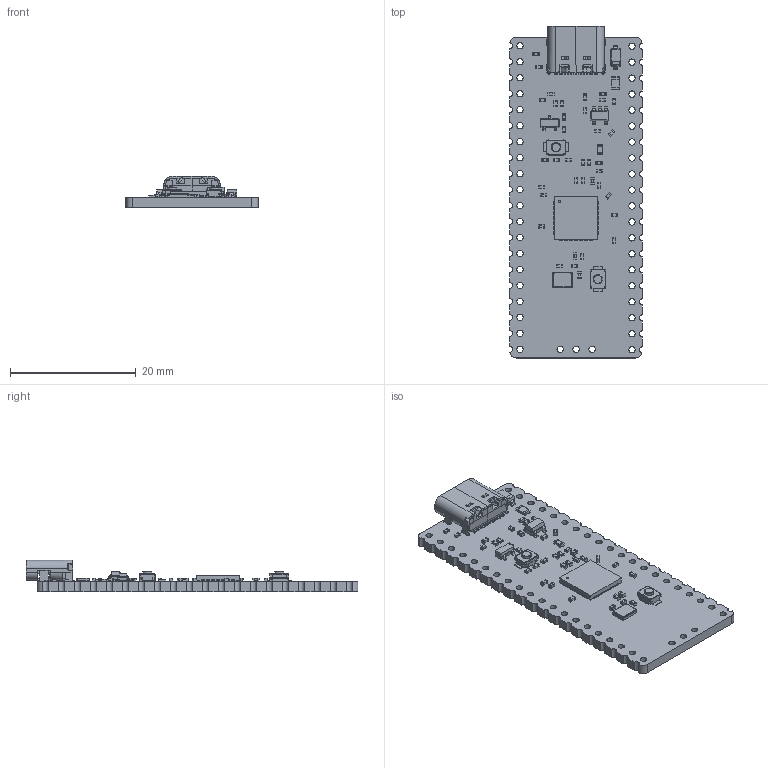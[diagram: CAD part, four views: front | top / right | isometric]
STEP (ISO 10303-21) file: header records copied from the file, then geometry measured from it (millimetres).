
FILE_DESCRIPTION(('KiCad electronic assembly'),'2;1');
FILE_NAME('RP2040-USBC (V2).step','2024-12-25T16:29:05',('Pcbnew'),( 'Kicad'),'Open CASCADE STEP processor 7.7','KiCad to STEP converter' ,'Unknown');
FILE_SCHEMA(('AUTOMOTIVE_DESIGN { 1 0 10303 214 1 1 1 1 }'));
Length unit declared in the file: millimetre
Products named in the file (26): RP2040-USBC (V2) 1; C_0402_1005Metric; R_0402_1005Metric; SW_SPST_B3U-1000P-B; R_0603_1608Metric; D_SOD-123; D_SOD_123; LED_0402_1005Metric; SOT-23-5; SOT_23_5; Crystal_SMD_3225-4Pin_3.2x2.5mm; QFN-56-1EP_7x7mm_P0.4mm_EP3.2x3.2mm; QFN_56_1EP_7x7mm_P04mm_EP32x32mm; Fuse_0805_2012Metric; SOT-23; SOT_23; USB_C_Receptacle_GCT_USB4105-xx-A_16P_TopMnt_Horizontal; USB_C_Receptacle_16P_TopMnt_Horizontal_GCT_USB4105-xx-A; _autosave-EnvOpenPico-RP2040_PCB
Assembly tree (61 placements, depth 3):
  RP2040-USBC (V2) 1
    C_0402_1005Metric  x20
      C_0402_1005Metric
    R_0402_1005Metric  x15
      R_0402_1005Metric
    SW_SPST_B3U-1000P-B  x2
      SW_SPST_B3U-1000P-B
    R_0603_1608Metric
      R_0603_1608Metric
    D_SOD-123  x2
      D_SOD_123
    LED_0402_1005Metric  x2
      LED_0402_1005Metric
    SOT-23-5
      SOT_23_5
    Crystal_SMD_3225-4Pin_3.2x2.5mm
      Crystal_SMD_3225-4Pin_3.2x2.5mm
    QFN-56-1EP_7x7mm_P0.4mm_EP3.2x3.2mm
      QFN_56_1EP_7x7mm_P04mm_EP32x32mm
    Fuse_0805_2012Metric
      Fuse_0805_2012Metric
    SOT-23
      SOT_23
    USB_C_Receptacle_GCT_USB4105-xx-A_16P_TopMnt_Horizontal
      USB_C_Receptacle_16P_TopMnt_Horizontal_GCT_USB4105-xx-A
    _autosave-EnvOpenPico-RP2040_PCB
Bounding box: 21 x 52.77 x 4.96 mm (x, y, z)
Volume: 1849 mm3; surface area: 3495.5 mm2
Topology: 84 solids, 84 shells, 3119 faces, 8115 edges, 5148 vertices
Faces by surface type: plane 2018, cylinder 915, bspline 108, torus 36, sphere 34, cone 8
Full cylindrical faces by diameter (mm): 0.35 x9, 0.4 x1, 0.5 x2, 0.65 x4, 1 x43, 1.5 x2
Entity records: 66690 total; most frequent: CARTESIAN_POINT 10452, ORIENTED_EDGE 9666, DIRECTION 9285, EDGE_CURVE 4833, LINE 3811, VECTOR 3811, VERTEX_POINT 3070, AXIS2_PLACEMENT_3D 2737
